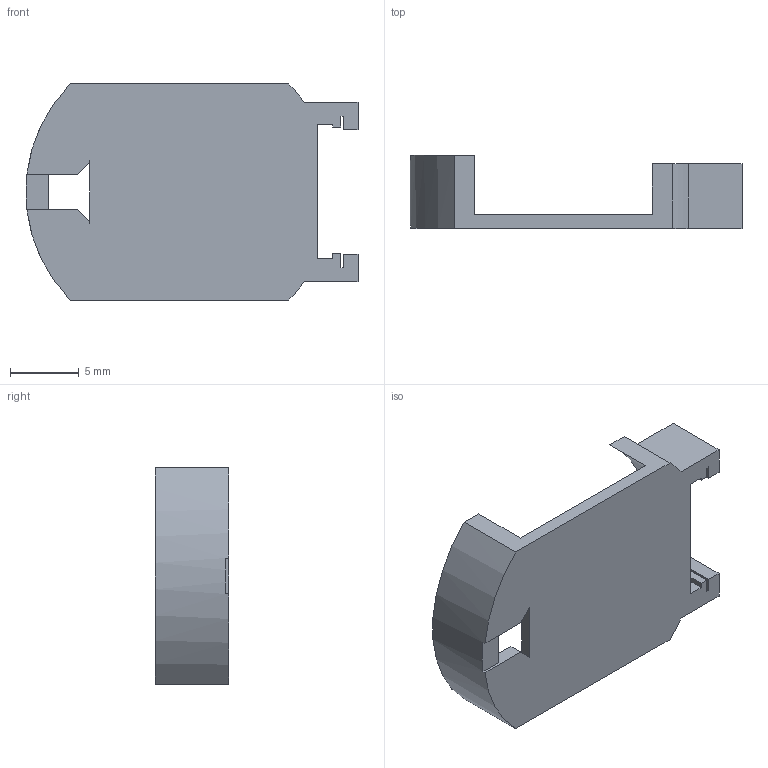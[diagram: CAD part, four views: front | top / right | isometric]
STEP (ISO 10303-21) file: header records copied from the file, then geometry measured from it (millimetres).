
FILE_DESCRIPTION(('FreeCAD Model'),'2;1');
FILE_NAME('Open CASCADE Shape Model','2024-02-20T18:19:16',('Author'),( ''),'Open CASCADE STEP processor 7.6','FreeCAD','Unknown');
FILE_SCHEMA(('AUTOMOTIVE_DESIGN { 1 0 10303 214 1 1 1 1 }'));
Length unit declared in the file: millimetre
Products named in the file (1): Solid010
Bounding box: 24.09 x 5.3 x 15.7 mm (x, y, z)
Volume: 452.9 mm3; surface area: 1066.6 mm2
Topology: 1 solids, 1 shells, 312 faces, 862 edges, 574 vertices
Faces by surface type: plane 212, bspline 82, cylinder 16, cone 2
Entity records: 15015 total; most frequent: CARTESIAN_POINT 7079, ORIENTED_EDGE 1724, DIRECTION 1200, EDGE_CURVE 862, LINE 658, VECTOR 658, VERTEX_POINT 574, FACE_BOUND 336
